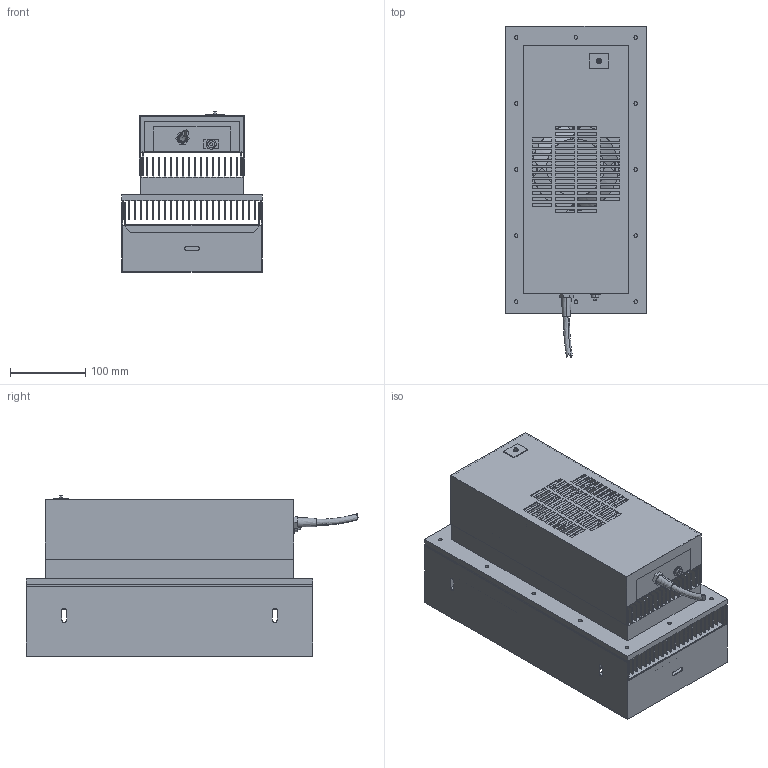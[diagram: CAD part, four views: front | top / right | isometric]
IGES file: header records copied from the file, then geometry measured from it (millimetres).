
Start section: SolidWorks IGES file using analytic representation for surfaces
Global section: file name: ahp-1200.IGS; native system: SolidWorks 2019; preprocessor: SolidWorks 2019; author: Afshin; date: 190916.151624; units: inch
Bounding box: 186.59 x 440.76 x 212.65 mm (x, y, z)
Surface area: 1888493.2 mm2 (no closed solid volume)
Topology: 0 solids, 0 shells, 813 faces, 7737 edges, 7737 vertices
Faces by surface type: bspline 706, revolution 107
